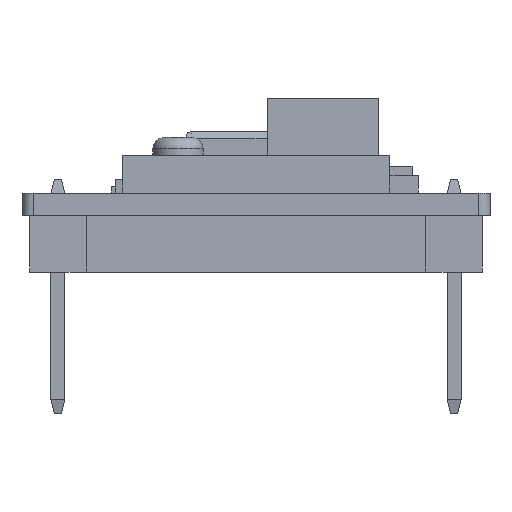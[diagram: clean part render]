
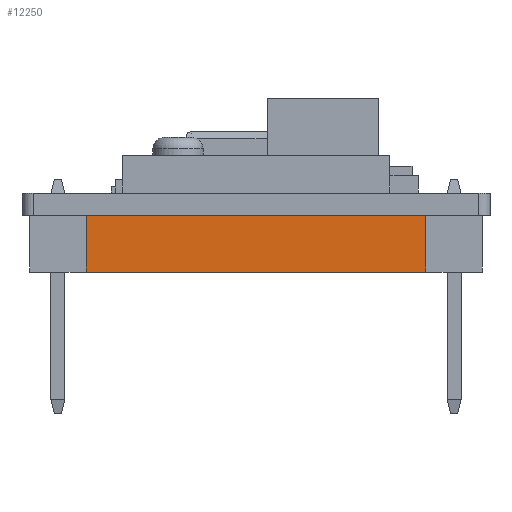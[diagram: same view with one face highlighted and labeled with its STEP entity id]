
A CAD part, front view. The second image highlights one B-rep face of the part: STEP entity #12250.
In plain terms, the highlighted planar face has unit normal (0, -1, 0).
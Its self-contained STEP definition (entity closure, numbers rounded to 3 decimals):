
#11753 = VERTEX_POINT('',#11754);
#11754 = CARTESIAN_POINT('',(-7.62,-20.066,2.54));
#11760 = EDGE_CURVE('',#11761,#11753,#11763,.T.);
#11761 = VERTEX_POINT('',#11762);
#11762 = CARTESIAN_POINT('',(-7.62,-20.066,0.));
#11763 = LINE('',#11764,#11765);
#11764 = CARTESIAN_POINT('',(-7.62,-20.066,0.));
#11765 = VECTOR('',#11766,1.);
#11766 = DIRECTION('',(0.,0.,1.));
#11826 = VERTEX_POINT('',#11827);
#11827 = CARTESIAN_POINT('',(7.62,-20.066,0.));
#11833 = EDGE_CURVE('',#11826,#11761,#11834,.T.);
#11834 = LINE('',#11835,#11836);
#11835 = CARTESIAN_POINT('',(7.62,-20.066,0.));
#11836 = VECTOR('',#11837,1.);
#11837 = DIRECTION('',(-1.,0.,0.));
#12005 = VERTEX_POINT('',#12006);
#12006 = CARTESIAN_POINT('',(7.62,-20.066,2.54));
#12012 = EDGE_CURVE('',#11826,#12005,#12013,.T.);
#12013 = LINE('',#12014,#12015);
#12014 = CARTESIAN_POINT('',(7.62,-20.066,0.));
#12015 = VECTOR('',#12016,1.);
#12016 = DIRECTION('',(0.,0.,1.));
#12154 = EDGE_CURVE('',#11753,#12005,#12155,.T.);
#12155 = LINE('',#12156,#12157);
#12156 = CARTESIAN_POINT('',(-7.62,-20.066,2.54));
#12157 = VECTOR('',#12158,1.);
#12158 = DIRECTION('',(1.,0.,0.));
#12250 = ADVANCED_FACE('',(#12251),#12257,.T.);
#12251 = FACE_BOUND('',#12252,.T.);
#12252 = EDGE_LOOP('',(#12253,#12254,#12255,#12256));
#12253 = ORIENTED_EDGE('',*,*,#11760,.F.);
#12254 = ORIENTED_EDGE('',*,*,#11833,.F.);
#12255 = ORIENTED_EDGE('',*,*,#12012,.T.);
#12256 = ORIENTED_EDGE('',*,*,#12154,.F.);
#12257 = PLANE('',#12258);
#12258 = AXIS2_PLACEMENT_3D('',#12259,#12260,#12261);
#12259 = CARTESIAN_POINT('',(0.,-20.066,1.27));
#12260 = DIRECTION('',(0.,-1.,0.));
#12261 = DIRECTION('',(0.,0.,-1.));
